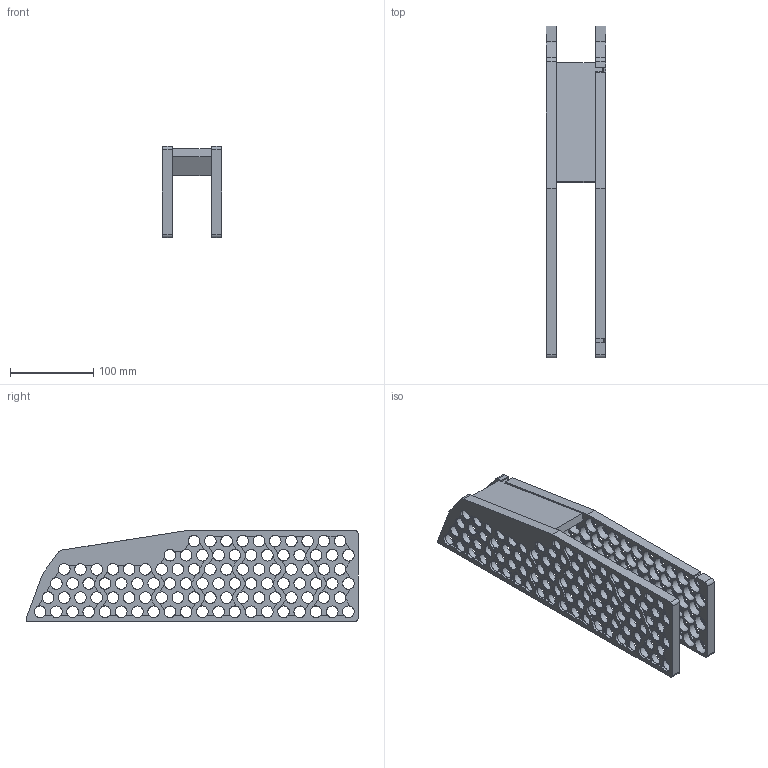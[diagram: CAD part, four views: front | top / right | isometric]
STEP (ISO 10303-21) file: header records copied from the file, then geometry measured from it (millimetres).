
FILE_DESCRIPTION(/* description */ (''),/* implementation_level */ '2;1');
FILE_NAME(/* name */ 'akkuv2 v13.step',/* time_stamp */ '2020-04-26T00:55:02+03:00',/* author */ (''),/* organization */ (''),/* preprocessor_version */ 'ST-DEVELOPER v18.1',/* originating_system */ 'Autodesk Translation Framework v9.2.0.1227',/* authorisation */ '');
FILE_SCHEMA (('AUTOMOTIVE_DESIGN { 1 0 10303 214 3 1 1 }'));
Length unit declared in the file: millimetre
Products named in the file (1): akkuv2
Bounding box: 71 x 398.93 x 110 mm (x, y, z)
Volume: 405008.6 mm3; surface area: 266322.8 mm2
Topology: 3 solids, 3 shells, 837 faces, 2403 edges, 1609 vertices
Faces by surface type: plane 435, cylinder 402
Full cylindrical faces by diameter (mm): 14 x194, 18.5 x196
Entity records: 28832 total; most frequent: DIRECTION 5264, CARTESIAN_POINT 4850, ORIENTED_EDGE 4806, EDGE_CURVE 2403, AXIS2_PLACEMENT_3D 2023, VERTEX_POINT 1609, EDGE_LOOP 1266, LINE 1218
